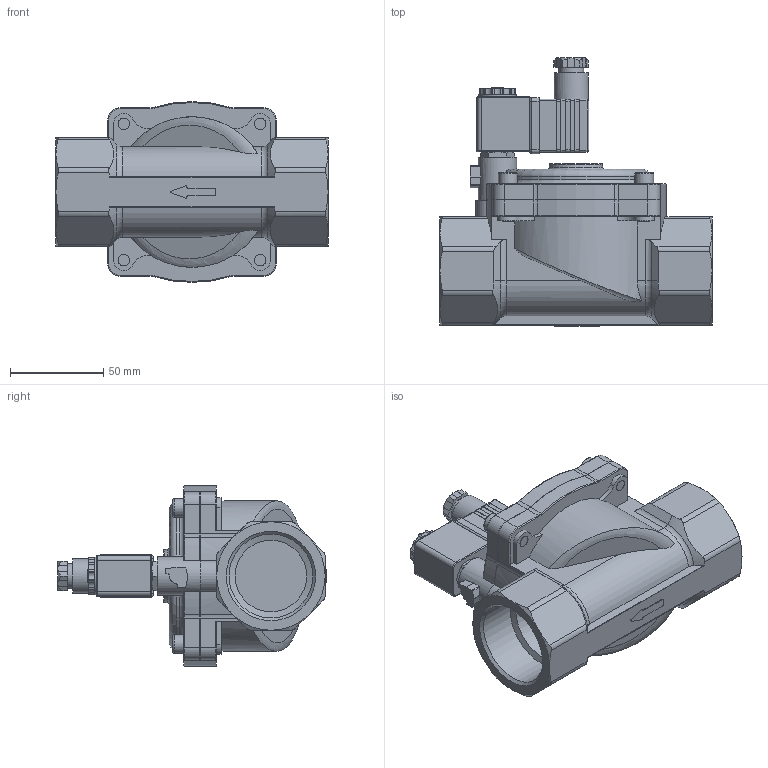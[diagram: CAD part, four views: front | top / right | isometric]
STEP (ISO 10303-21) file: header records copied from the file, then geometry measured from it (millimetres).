
FILE_DESCRIPTION((''),'2;1');
FILE_NAME('ES2A38F040H2450stp.stp','2022-01-25T15:28:37',('RL'),(''),'Autodesk Inventor 2012','Autodesk Inventor 2012','');
FILE_SCHEMA(('AUTOMOTIVE_DESIGN { 1 0 10303 214 1 1 1 1 }'));
Length unit declared in the file: millimetre
Products named in the file (3): ES2A38F040H24/50; ES2A38E040H23050; GDB09
Assembly tree (2 placements, depth 2):
  ES2A38F040H24/50
    ES2A38E040H23050
    GDB09
Bounding box: 145.6 x 143.45 x 96.69 mm (x, y, z)
Volume: 509742.1 mm3; surface area: 80202.5 mm2
Topology: 3 solids, 3 shells, 623 faces, 1616 edges, 1037 vertices
Faces by surface type: plane 290, cylinder 237, torus 45, cone 41, bspline 6, sphere 4
Full cylindrical faces by diameter (mm): 1.7 x3, 2.459 x1, 5 x1, 6 x5, 6.9 x1, 7.1 x1, 10 x4, 11 x1, 13.2 x1, 18.3 x1, 20.2 x1, 20.4 x1, 38.3 x2, 44.845 x2
Entity records: 19967 total; most frequent: CARTESIAN_POINT 4329, DIRECTION 3206, ORIENTED_EDGE 3130, EDGE_CURVE 1565, AXIS2_PLACEMENT_3D 1179, VERTEX_POINT 1027, VECTOR 848, LINE 848
